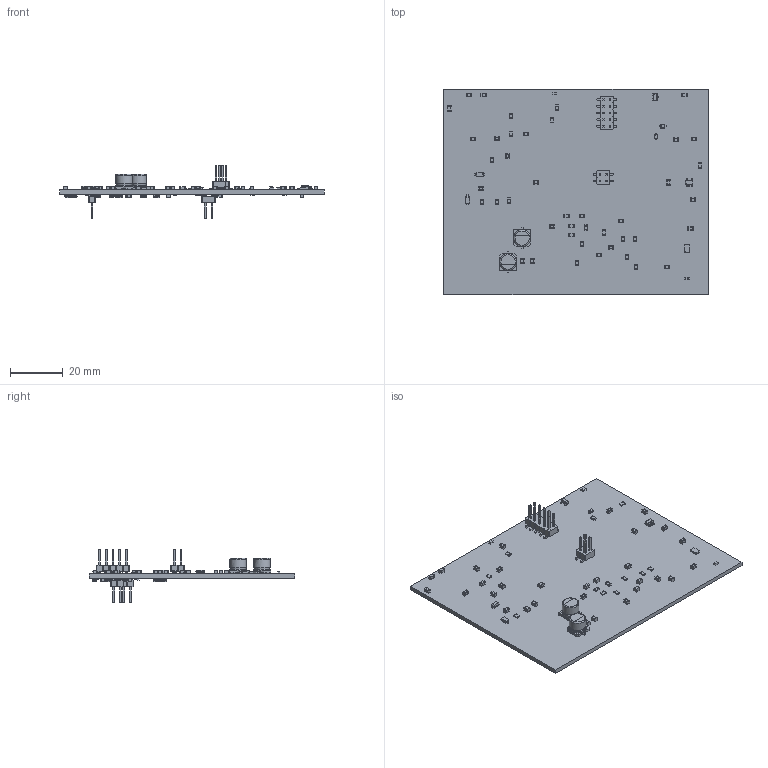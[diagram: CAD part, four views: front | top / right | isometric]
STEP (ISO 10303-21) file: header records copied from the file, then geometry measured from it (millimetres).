
FILE_DESCRIPTION(('KiCad electronic assembly'),'2;1');
FILE_NAME('trabajoProfesional2.step','2021-05-22T16:51:37',('An Author') ,('A Company'),'Open CASCADE STEP processor 6.9', 'KiCad to STEP converter','Unknown');
FILE_SCHEMA(('AUTOMOTIVE_DESIGN { 1 0 10303 214 1 1 1 1 }'));
Length unit declared in the file: millimetre
Products named in the file (30): Open CASCADE STEP translator 6.9 1; PinHeader_2x02_P2.54mm_Vertical_SMD; SOLID; L_0603_1608Metric; TPS60402DBVR; COMPOUND; DIO6605BFN8; C_0805_2012Metric; PinHeader_2x05_P2.54mm_Vertical_SMD; R_0805_2012Metric; 1N4150W-E3-08; D_0805_2012Metric; CP_Elec_6.3x5.9; BSS84; C_0603_1608Metric; D_SOD-323F; PinHeader_1x02_P2.54mm_Vertical_SMD_Pin1Left
Assembly tree (94 placements, depth 3):
  Open CASCADE STEP translator 6.9 1
    PinHeader_2x02_P2.54mm_Vertical_SMD  x2
      SOLID
    L_0603_1608Metric  x2
      SOLID
    TPS60402DBVR
      COMPOUND
    DIO6605BFN8
      COMPOUND
    C_0805_2012Metric  x39
      SOLID
    PinHeader_2x05_P2.54mm_Vertical_SMD
      SOLID
    R_0805_2012Metric  x15
      SOLID
    1N4150W-E3-08  x10
      COMPOUND
    D_0805_2012Metric
      SOLID
    CP_Elec_6.3x5.9  x2
      SOLID
    BSS84
      COMPOUND
    C_0603_1608Metric
      SOLID
    D_SOD-323F  x2
      SOLID
    PinHeader_1x02_P2.54mm_Vertical_SMD_Pin1Left
      SOLID
    SOLID
Bounding box: 100.47 x 78.05 x 20.3 mm (x, y, z)
Volume: 13501.3 mm3; surface area: 18577.8 mm2
Topology: 117 solids, 117 shells, 2873 faces, 7143 edges, 4636 vertices
Faces by surface type: plane 2050, cylinder 789, bspline 24, torus 8, revolution 2
Full cylindrical faces by diameter (mm): 0.166 x1, 0.2 x1, 0.25 x1, 6.3 x4
Entity records: 59355 total; most frequent: CARTESIAN_POINT 10572, DIRECTION 8320, LINE 5717, VECTOR 5717, ORIENTED_EDGE 4218, PCURVE 4218, DEFINITIONAL_REPRESENTATION 4218, EDGE_CURVE 2109
